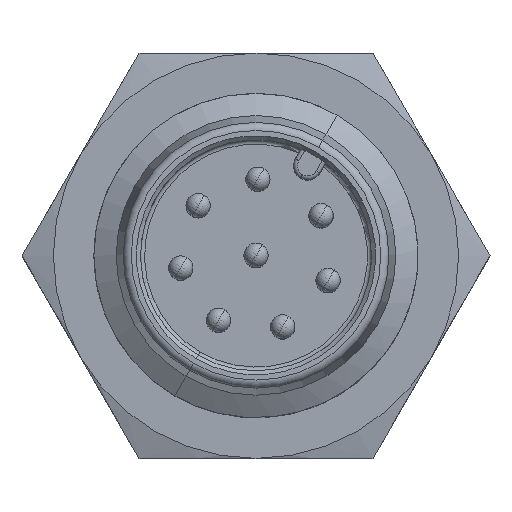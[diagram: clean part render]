
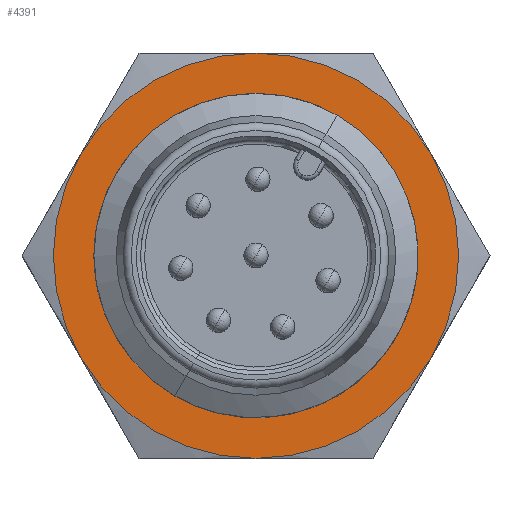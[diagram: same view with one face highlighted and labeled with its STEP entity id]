
A CAD part, top view. The second image highlights one B-rep face of the part: STEP entity #4391.
In plain terms, the highlighted planar face has unit normal (0, 0, 1).
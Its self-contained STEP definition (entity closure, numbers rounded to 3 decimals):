
#4229=AXIS2_PLACEMENT_3D('Circle Axis2P3D',#4227,#4228,$) ;
#4245=AXIS2_PLACEMENT_3D('Circle Axis2P3D',#4243,#4244,$) ;
#4261=AXIS2_PLACEMENT_3D('Circle Axis2P3D',#4259,#4260,$) ;
#4277=AXIS2_PLACEMENT_3D('Circle Axis2P3D',#4275,#4276,$) ;
#4293=AXIS2_PLACEMENT_3D('Circle Axis2P3D',#4291,#4292,$) ;
#4309=AXIS2_PLACEMENT_3D('Circle Axis2P3D',#4307,#4308,$) ;
#4321=AXIS2_PLACEMENT_3D('Plane Axis2P3D',#4318,#4319,#4320) ;
#4002=CARTESIAN_POINT('Vertex',(10.104,2.5,16.5)) ;
#4048=CARTESIAN_POINT('Vertex',(5.774,0.,16.5)) ;
#4087=CARTESIAN_POINT('Vertex',(1.443,2.5,16.5)) ;
#4126=CARTESIAN_POINT('Vertex',(1.443,7.5,16.5)) ;
#4165=CARTESIAN_POINT('Vertex',(5.774,10.,16.5)) ;
#4202=CARTESIAN_POINT('Vertex',(10.104,7.5,16.5)) ;
#4227=CARTESIAN_POINT('Axis2P3D Location',(5.774,5.,16.5)) ;
#4243=CARTESIAN_POINT('Axis2P3D Location',(5.774,5.,16.5)) ;
#4259=CARTESIAN_POINT('Axis2P3D Location',(5.774,5.,16.5)) ;
#4275=CARTESIAN_POINT('Axis2P3D Location',(5.774,5.,16.5)) ;
#4291=CARTESIAN_POINT('Axis2P3D Location',(5.774,5.,16.5)) ;
#4307=CARTESIAN_POINT('Axis2P3D Location',(5.774,5.,16.5)) ;
#4318=CARTESIAN_POINT('Axis2P3D Location',(5.774,5.,16.5)) ;
#4332=CARTESIAN_POINT('Control Point',(7.774,8.464,16.5)) ;
#4333=CARTESIAN_POINT('Control Point',(8.113,8.268,16.5)) ;
#4334=CARTESIAN_POINT('Control Point',(8.428,8.031,16.5)) ;
#4335=CARTESIAN_POINT('Control Point',(8.713,7.755,16.5)) ;
#4336=CARTESIAN_POINT('Control Point',(9.209,7.141,16.5)) ;
#4337=CARTESIAN_POINT('Control Point',(9.542,6.425,16.5)) ;
#4338=CARTESIAN_POINT('Control Point',(9.664,6.048,16.5)) ;
#4339=CARTESIAN_POINT('Control Point',(9.812,5.273,16.5)) ;
#4340=CARTESIAN_POINT('Control Point',(9.769,4.484,16.5)) ;
#4341=CARTESIAN_POINT('Control Point',(9.699,4.094,16.5)) ;
#4342=CARTESIAN_POINT('Control Point',(9.466,3.34,16.5)) ;
#4343=CARTESIAN_POINT('Control Point',(9.057,2.665,16.5)) ;
#4344=CARTESIAN_POINT('Control Point',(8.812,2.354,16.5)) ;
#4345=CARTESIAN_POINT('Control Point',(8.25,1.798,16.5)) ;
#4346=CARTESIAN_POINT('Control Point',(7.572,1.394,16.5)) ;
#4347=CARTESIAN_POINT('Control Point',(7.209,1.235,16.5)) ;
#4348=CARTESIAN_POINT('Control Point',(6.452,1.009,16.5)) ;
#4349=CARTESIAN_POINT('Control Point',(5.664,0.973,16.5)) ;
#4350=CARTESIAN_POINT('Control Point',(5.269,1.003,16.5)) ;
#4351=CARTESIAN_POINT('Control Point',(4.722,1.113,16.5)) ;
#4352=CARTESIAN_POINT('Control Point',(4.206,1.315,16.5)) ;
#4353=CARTESIAN_POINT('Control Point',(4.058,1.381,16.5)) ;
#4354=CARTESIAN_POINT('Control Point',(3.913,1.455,16.5)) ;
#4355=CARTESIAN_POINT('Control Point',(3.774,1.536,16.5)) ;
#4356=CARTESIAN_POINT('Vertex',(7.774,8.464,16.5)) ;
#4358=CARTESIAN_POINT('Vertex',(3.774,1.536,16.5)) ;
#4362=CARTESIAN_POINT('Control Point',(3.774,1.536,16.5)) ;
#4363=CARTESIAN_POINT('Control Point',(3.434,1.732,16.5)) ;
#4364=CARTESIAN_POINT('Control Point',(3.119,1.969,16.5)) ;
#4365=CARTESIAN_POINT('Control Point',(2.834,2.245,16.5)) ;
#4366=CARTESIAN_POINT('Control Point',(2.338,2.859,16.5)) ;
#4367=CARTESIAN_POINT('Control Point',(2.005,3.575,16.5)) ;
#4368=CARTESIAN_POINT('Control Point',(1.883,3.952,16.5)) ;
#4369=CARTESIAN_POINT('Control Point',(1.735,4.727,16.5)) ;
#4370=CARTESIAN_POINT('Control Point',(1.778,5.516,16.5)) ;
#4371=CARTESIAN_POINT('Control Point',(1.848,5.906,16.5)) ;
#4372=CARTESIAN_POINT('Control Point',(2.081,6.66,16.5)) ;
#4373=CARTESIAN_POINT('Control Point',(2.49,7.335,16.5)) ;
#4374=CARTESIAN_POINT('Control Point',(2.735,7.646,16.5)) ;
#4375=CARTESIAN_POINT('Control Point',(3.297,8.202,16.5)) ;
#4376=CARTESIAN_POINT('Control Point',(3.975,8.606,16.5)) ;
#4377=CARTESIAN_POINT('Control Point',(4.338,8.765,16.5)) ;
#4378=CARTESIAN_POINT('Control Point',(5.095,8.991,16.5)) ;
#4379=CARTESIAN_POINT('Control Point',(5.883,9.027,16.5)) ;
#4380=CARTESIAN_POINT('Control Point',(6.278,8.997,16.5)) ;
#4381=CARTESIAN_POINT('Control Point',(6.825,8.887,16.5)) ;
#4382=CARTESIAN_POINT('Control Point',(7.341,8.685,16.5)) ;
#4383=CARTESIAN_POINT('Control Point',(7.489,8.619,16.5)) ;
#4384=CARTESIAN_POINT('Control Point',(7.634,8.545,16.5)) ;
#4385=CARTESIAN_POINT('Control Point',(7.774,8.464,16.5)) ;
#4228=DIRECTION('Axis2P3D Direction',(0.,0.,-1.)) ;
#4244=DIRECTION('Axis2P3D Direction',(0.,0.,-1.)) ;
#4260=DIRECTION('Axis2P3D Direction',(0.,0.,-1.)) ;
#4276=DIRECTION('Axis2P3D Direction',(0.,0.,-1.)) ;
#4292=DIRECTION('Axis2P3D Direction',(0.,0.,-1.)) ;
#4308=DIRECTION('Axis2P3D Direction',(0.,0.,-1.)) ;
#4319=DIRECTION('Axis2P3D Direction',(0.,0.,1.)) ;
#4320=DIRECTION('Axis2P3D XDirection',(0.,1.,0.)) ;
#4324=ORIENTED_EDGE('',*,*,#4311,.F.) ;
#4325=ORIENTED_EDGE('',*,*,#4295,.F.) ;
#4326=ORIENTED_EDGE('',*,*,#4279,.F.) ;
#4327=ORIENTED_EDGE('',*,*,#4263,.F.) ;
#4328=ORIENTED_EDGE('',*,*,#4231,.F.) ;
#4329=ORIENTED_EDGE('',*,*,#4247,.F.) ;
#4388=ORIENTED_EDGE('',*,*,#4360,.T.) ;
#4389=ORIENTED_EDGE('',*,*,#4386,.T.) ;
#4390=FACE_BOUND('',#4387,.T.) ;
#4391=ADVANCED_FACE('Hauptkoerper',(#4330,#4390),#4322,.T.) ;
#4331=B_SPLINE_CURVE_WITH_KNOTS('',5,(#4332,#4333,#4334,#4335,#4336,#4337,#4338,#4339,#4340,#4341,#4342,#4343,#4344,#4345,#4346,#4347,#4348,#4349,#4350,#4351,#4352,#4353,#4354,#4355),.UNSPECIFIED.,.F.,.U.,(6,3,3,3,3,3,3,6),(0.,2.771,5.543,8.314,11.085,13.856,16.628,17.77),.UNSPECIFIED.) ;
#4361=B_SPLINE_CURVE_WITH_KNOTS('',5,(#4362,#4363,#4364,#4365,#4366,#4367,#4368,#4369,#4370,#4371,#4372,#4373,#4374,#4375,#4376,#4377,#4378,#4379,#4380,#4381,#4382,#4383,#4384,#4385),.UNSPECIFIED.,.F.,.U.,(6,3,3,3,3,3,3,6),(0.,2.771,5.543,8.314,11.085,13.856,16.628,17.77),.UNSPECIFIED.) ;
#4230=CIRCLE('generated circle',#4229,5.) ;
#4246=CIRCLE('generated circle',#4245,5.) ;
#4262=CIRCLE('generated circle',#4261,5.) ;
#4278=CIRCLE('generated circle',#4277,5.) ;
#4294=CIRCLE('generated circle',#4293,5.) ;
#4310=CIRCLE('generated circle',#4309,5.) ;
#4231=EDGE_CURVE('',#4003,#4049,#4230,.T.) ;
#4247=EDGE_CURVE('',#4203,#4003,#4246,.T.) ;
#4263=EDGE_CURVE('',#4049,#4088,#4262,.T.) ;
#4279=EDGE_CURVE('',#4088,#4127,#4278,.T.) ;
#4295=EDGE_CURVE('',#4127,#4166,#4294,.T.) ;
#4311=EDGE_CURVE('',#4166,#4203,#4310,.T.) ;
#4360=EDGE_CURVE('',#4357,#4359,#4331,.T.) ;
#4386=EDGE_CURVE('',#4359,#4357,#4361,.T.) ;
#4323=EDGE_LOOP('',(#4324,#4325,#4326,#4327,#4328,#4329)) ;
#4387=EDGE_LOOP('',(#4388,#4389)) ;
#4330=FACE_OUTER_BOUND('',#4323,.T.) ;
#4322=PLANE('',#4321) ;
#4003=VERTEX_POINT('',#4002) ;
#4049=VERTEX_POINT('',#4048) ;
#4088=VERTEX_POINT('',#4087) ;
#4127=VERTEX_POINT('',#4126) ;
#4166=VERTEX_POINT('',#4165) ;
#4203=VERTEX_POINT('',#4202) ;
#4357=VERTEX_POINT('',#4356) ;
#4359=VERTEX_POINT('',#4358) ;
